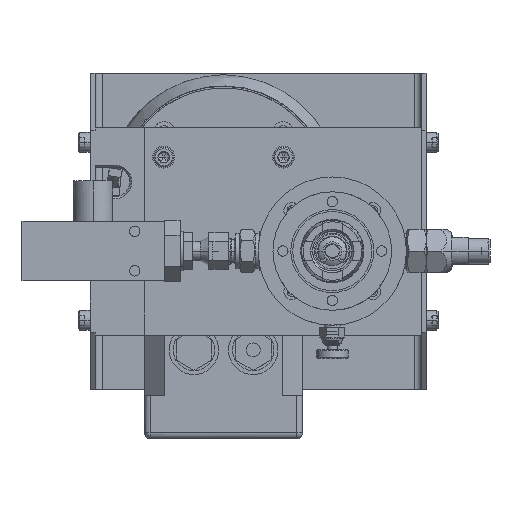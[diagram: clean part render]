
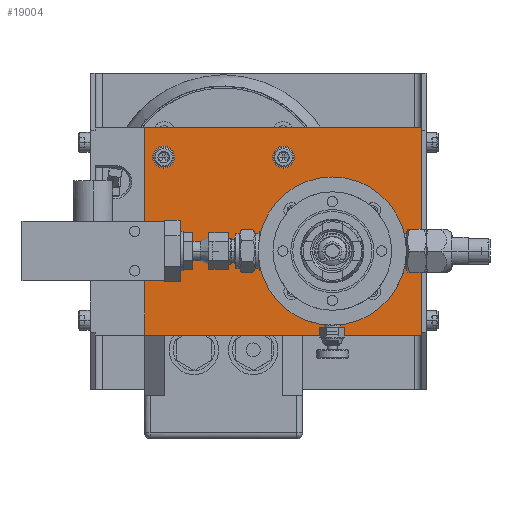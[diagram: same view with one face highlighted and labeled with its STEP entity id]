
A CAD part, front view. The second image highlights one B-rep face of the part: STEP entity #19004.
In plain terms, the highlighted planar face has unit normal (0, -1, 0).
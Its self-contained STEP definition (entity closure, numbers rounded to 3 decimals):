
#179=DIRECTION('',(0.,0.,1.));
#180=VECTOR('',#179,105.);
#181=CARTESIAN_POINT('',(100.,-270.5,-72.5));
#182=LINE('',#181,#180);
#219=DIRECTION('',(1.,0.,0.));
#220=VECTOR('',#219,140.);
#221=CARTESIAN_POINT('',(-40.,-270.5,-72.5));
#222=LINE('',#221,#220);
#420=DIRECTION('',(1.,0.,0.));
#421=VECTOR('',#420,140.);
#422=CARTESIAN_POINT('',(-40.,-270.5,32.5));
#423=LINE('',#422,#421);
#784=DIRECTION('',(0.,0.,1.));
#785=VECTOR('',#784,105.);
#786=CARTESIAN_POINT('',(-40.,-270.5,-72.5));
#787=LINE('',#786,#785);
#788=CARTESIAN_POINT('',(-30.3,-270.5,17.5));
#789=DIRECTION('',(0.,1.,0.));
#790=DIRECTION('',(1.,0.,0.));
#791=AXIS2_PLACEMENT_3D('',#788,#789,#790);
#793=CARTESIAN_POINT('',(-30.3,-270.5,17.5));
#794=DIRECTION('',(0.,1.,0.));
#795=DIRECTION('',(-1.,0.,0.));
#796=AXIS2_PLACEMENT_3D('',#793,#794,#795);
#798=CARTESIAN_POINT('',(30.3,-270.5,17.5));
#799=DIRECTION('',(0.,1.,0.));
#800=DIRECTION('',(1.,0.,0.));
#801=AXIS2_PLACEMENT_3D('',#798,#799,#800);
#803=CARTESIAN_POINT('',(30.3,-270.5,17.5));
#804=DIRECTION('',(0.,1.,0.));
#805=DIRECTION('',(-1.,0.,0.));
#806=AXIS2_PLACEMENT_3D('',#803,#804,#805);
#808=CARTESIAN_POINT('',(55.,-270.5,-30.));
#809=DIRECTION('',(0.,1.,0.));
#810=DIRECTION('',(0.,0.,-1.));
#811=AXIS2_PLACEMENT_3D('',#808,#809,#810);
#813=CARTESIAN_POINT('',(55.,-270.5,-30.));
#814=DIRECTION('',(0.,1.,0.));
#815=DIRECTION('',(0.,0.,1.));
#816=AXIS2_PLACEMENT_3D('',#813,#814,#815);
#15850=CARTESIAN_POINT('',(-40.,-270.5,-72.5));
#15851=CARTESIAN_POINT('',(100.,-270.5,-72.5));
#15852=VERTEX_POINT('',#15850);
#15853=VERTEX_POINT('',#15851);
#15854=CARTESIAN_POINT('',(-40.,-270.5,32.5));
#15855=CARTESIAN_POINT('',(100.,-270.5,32.5));
#15856=VERTEX_POINT('',#15854);
#15857=VERTEX_POINT('',#15855);
#15942=CARTESIAN_POINT('',(-24.8,-270.5,17.5));
#15943=CARTESIAN_POINT('',(-35.8,-270.5,17.5));
#15944=VERTEX_POINT('',#15942);
#15945=VERTEX_POINT('',#15943);
#15950=CARTESIAN_POINT('',(35.8,-270.5,17.5));
#15951=CARTESIAN_POINT('',(24.8,-270.5,17.5));
#15952=VERTEX_POINT('',#15950);
#15953=VERTEX_POINT('',#15951);
#16690=CARTESIAN_POINT('',(55.,-270.5,-67.5));
#16691=CARTESIAN_POINT('',(55.,-270.5,7.5));
#16692=VERTEX_POINT('',#16690);
#16693=VERTEX_POINT('',#16691);
#18975=CARTESIAN_POINT('',(-40.,-270.5,-72.5));
#18976=DIRECTION('',(0.,-1.,0.));
#18977=DIRECTION('',(1.,0.,0.));
#18978=AXIS2_PLACEMENT_3D('',#18975,#18976,#18977);
#18979=PLANE('',#18978);
#18980=ORIENTED_EDGE('',*,*,#18293,.F.);
#18981=ORIENTED_EDGE('',*,*,#18475,.T.);
#18982=ORIENTED_EDGE('',*,*,#18462,.T.);
#18983=ORIENTED_EDGE('',*,*,#18216,.F.);
#18984=EDGE_LOOP('',(#18980,#18981,#18982,#18983));
#18985=FACE_OUTER_BOUND('',#18984,.F.);
#18987=ORIENTED_EDGE('',*,*,#18986,.F.);
#18989=ORIENTED_EDGE('',*,*,#18988,.F.);
#18990=EDGE_LOOP('',(#18987,#18989));
#18991=FACE_BOUND('',#18990,.F.);
#18993=ORIENTED_EDGE('',*,*,#18992,.F.);
#18995=ORIENTED_EDGE('',*,*,#18994,.F.);
#18996=EDGE_LOOP('',(#18993,#18995));
#18997=FACE_BOUND('',#18996,.F.);
#18999=ORIENTED_EDGE('',*,*,#18998,.F.);
#19001=ORIENTED_EDGE('',*,*,#19000,.F.);
#19002=EDGE_LOOP('',(#18999,#19001));
#19003=FACE_BOUND('',#19002,.F.);
#19004=ADVANCED_FACE('',(#18985,#18991,#18997,#19003),#18979,.T.);
#792=CIRCLE('',#791,5.5);
#797=CIRCLE('',#796,5.5);
#802=CIRCLE('',#801,5.5);
#807=CIRCLE('',#806,5.5);
#812=CIRCLE('',#811,37.5);
#817=CIRCLE('',#816,37.5);
#18216=EDGE_CURVE('',#15853,#15857,#182,.T.);
#18293=EDGE_CURVE('',#15852,#15853,#222,.T.);
#18462=EDGE_CURVE('',#15856,#15857,#423,.T.);
#18475=EDGE_CURVE('',#15852,#15856,#787,.T.);
#18986=EDGE_CURVE('',#15944,#15945,#792,.T.);
#18988=EDGE_CURVE('',#15945,#15944,#797,.T.);
#18992=EDGE_CURVE('',#15952,#15953,#802,.T.);
#18994=EDGE_CURVE('',#15953,#15952,#807,.T.);
#18998=EDGE_CURVE('',#16692,#16693,#812,.T.);
#19000=EDGE_CURVE('',#16693,#16692,#817,.T.);
